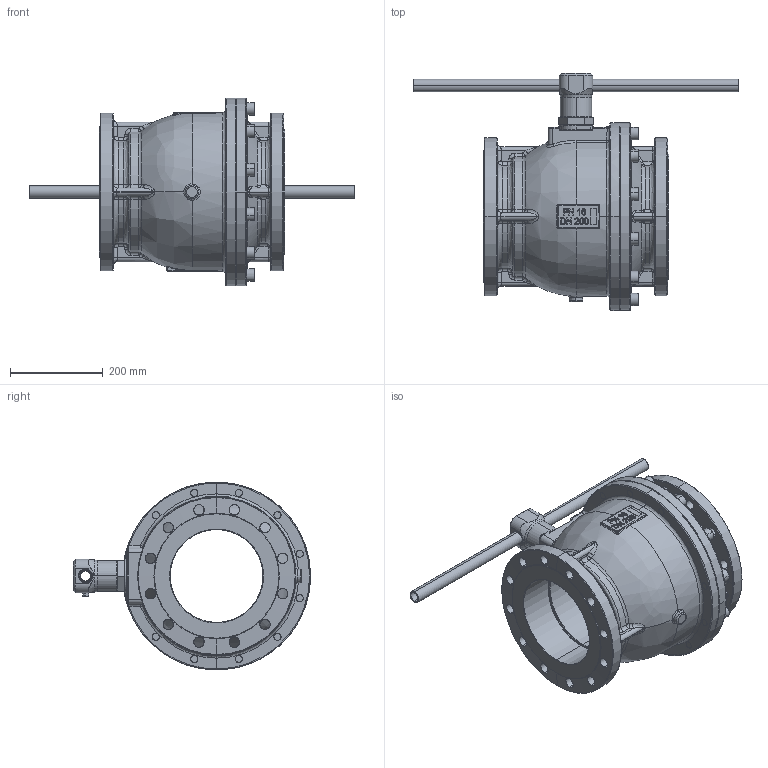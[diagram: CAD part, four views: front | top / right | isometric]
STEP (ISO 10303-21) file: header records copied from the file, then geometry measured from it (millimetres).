
FILE_DESCRIPTION (( 'STEP AP203' ), '1' );
FILE_NAME ('73000021.STEP', '2008-09-03T12:18:28', ( '.' ), ( '.' ), 'SwSTEP 2.0', 'SolidWorks 2007', '' );
FILE_SCHEMA (( 'CONFIG_CONTROL_DESIGN' ));
Length unit declared in the file: millimetre
Products named in the file (1): 73000021
Bounding box: 700 x 510 x 404 mm (x, y, z)
Volume: 14277865.9 mm3; surface area: 2140773.5 mm2
Topology: 1 solids, 1 shells, 1751 faces, 4364 edges, 2588 vertices
Faces by surface type: bspline 513, plane 468, cylinder 422, cone 318, torus 30
Entity records: 94006 total; most frequent: CARTESIAN_POINT 56491, ORIENTED_EDGE 8524, DIRECTION 6787, EDGE_CURVE 4262, VERTEX_POINT 2588, AXIS2_PLACEMENT_3D 2546, EDGE_LOOP 1920, ADVANCED_FACE 1751
